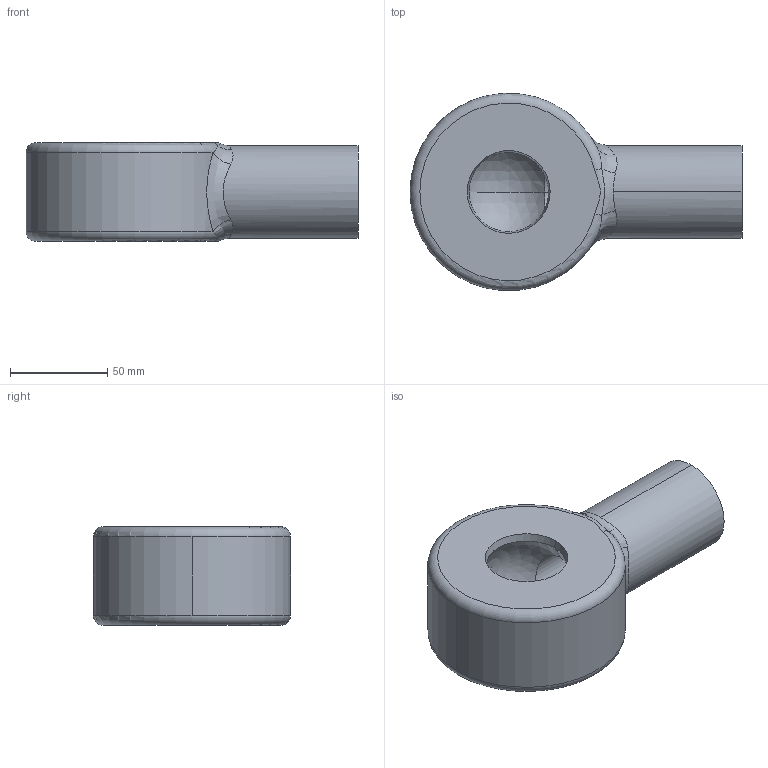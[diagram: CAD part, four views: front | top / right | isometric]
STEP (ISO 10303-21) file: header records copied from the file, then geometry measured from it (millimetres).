
FILE_DESCRIPTION (( 'STEP AP203' ), '1' );
FILE_NAME ('Tie Rod End Housing_Default_sldprt.STEP', '2023-03-14T10:21:52', ( '' ), ( '' ), 'SwSTEP 2.0', 'SolidWorks 2021', '' );
FILE_SCHEMA (( 'CONFIG_CONTROL_DESIGN' ));
Length unit declared in the file: millimetre
Products named in the file (1): Tie Rod End Housing_Default_sldprt
Bounding box: 170.8 x 101.39 x 50.8 mm (x, y, z)
Volume: 414045.1 mm3; surface area: 54391.6 mm2
Topology: 1 solids, 1 shells, 26 faces, 67 edges, 41 vertices
Faces by surface type: bspline 10, cylinder 6, plane 4, cone 2, sphere 2, torus 2
Entity records: 1709 total; most frequent: CARTESIAN_POINT 1080, ORIENTED_EDGE 124, DIRECTION 107, EDGE_CURVE 62, AXIS2_PLACEMENT_3D 50, VERTEX_POINT 38, CIRCLE 33, EDGE_LOOP 28
